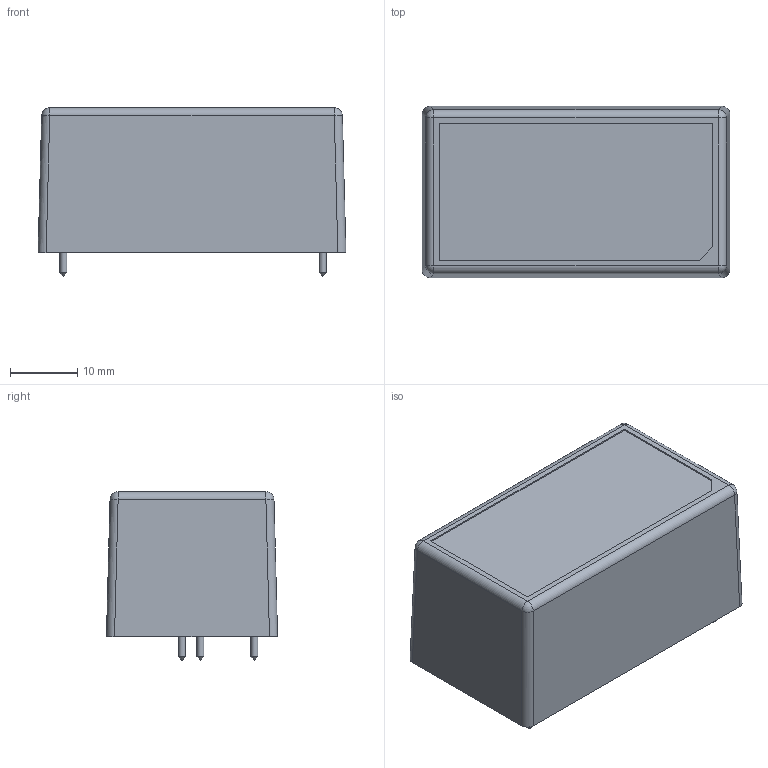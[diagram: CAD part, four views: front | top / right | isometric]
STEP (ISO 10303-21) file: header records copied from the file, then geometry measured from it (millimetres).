
FILE_DESCRIPTION(/* description */ ('STEP AP214'),/* implementation_level */ '2;1');
FILE_NAME(/* name */ '6066d2bc86f72318d657b187',/* time_stamp */ '2021-04-02T08:15:57+00:00',/* author */ (''),/* organization */ (''),/* preprocessor_version */ 'ST-DEVELOPER v18.1',/* originating_system */ ' ',/* authorisation */ ' ');
FILE_SCHEMA (('AUTOMOTIVE_DESIGN {1 0 10303 214 3 1 1}'));
Length unit declared in the file: metre
Products named in the file (8): IRM-05; COMPOUND
Assembly tree (6 placements, depth 2):
  IRM-05
    COMPOUND
    COMPOUND
    COMPOUND
    COMPOUND
    COMPOUND
    COMPOUND
  COMPOUND
Bounding box: 45.7 x 25.4 x 25 mm (x, y, z)
Volume: 6521.9 mm3; surface area: 12308.4 mm2
Topology: 7 solids, 7 shells, 237 faces, 590 edges, 374 vertices
Faces by surface type: plane 122, cylinder 91, cone 8, sphere 8, bspline 8
Full cylindrical faces by diameter (mm): 1.04 x8, 1.4 x4, 1.8 x4
Entity records: 7949 total; most frequent: CARTESIAN_POINT 2249, DIRECTION 1142, ORIENTED_EDGE 1108, EDGE_CURVE 554, AXIS2_PLACEMENT_3D 391, VERTEX_POINT 370, LINE 360, VECTOR 360
